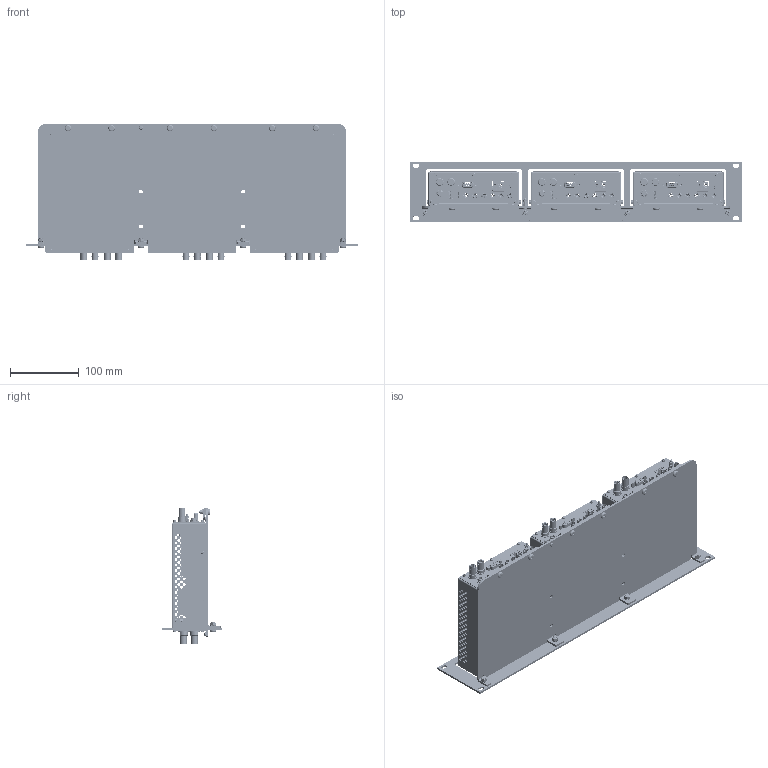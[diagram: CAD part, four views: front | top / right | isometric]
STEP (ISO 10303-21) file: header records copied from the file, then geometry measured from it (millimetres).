
FILE_DESCRIPTION (( 'STEP AP214' ), '1' );
FILE_NAME ('11212711A_Ext_Face.STEP', '2024-05-23T16:42:53', ( '' ), ( '' ), 'SwSTEP 2.0', 'SolidWorks 2022', '' );
FILE_SCHEMA (( 'AUTOMOTIVE_DESIGN' ));
Length unit declared in the file: millimetre
Products named in the file (14): Keps Nut SS M5_90923A222; Hex Nut SST_M3; BHCS METRIC SST_M5 X 12; 17238420  B; BHCS METRIC SST_M3 X 14; Split Lock Washer_M3; BHCS METRIC SST_M3 X 4; BHCS METRIC SST_M5 X 8; 17238410  A; 11210890  A_FX4_Ext Faces; 17238430  B; 11212290  A; 11212711A_Ext_Face; Reg Flat Washer_M3
Assembly tree (42 placements, depth 3):
  11212711A_Ext_Face
    11212290  A
      17238410  A
      17238420  B
      17238430  B  x3
      BHCS METRIC SST_M5 X 12  x4
      Keps Nut SS M5_90923A222  x4
      BHCS METRIC SST_M5 X 8  x6
      BHCS METRIC SST_M3 X 4  x12
      Reg Flat Washer_M3  x3
      Hex Nut SST_M3  x2
      Split Lock Washer_M3
      BHCS METRIC SST_M3 X 14
    11210890  A_FX4_Ext Faces  x3
Bounding box: 482.6 x 88 x 198.13 mm (x, y, z)
Volume: 331444.7 mm3; surface area: 896859.9 mm2
Topology: 38 solids, 743 shells, 7303 faces, 29839 edges, 22890 vertices
Faces by surface type: plane 3553, cylinder 2595, cone 652, bspline 334, torus 154, sphere 15
Entity records: 139998 total; most frequent: CARTESIAN_POINT 33224, DIRECTION 17098, ORIENTED_EDGE 15254, EDGE_CURVE 10046, VERTEX_POINT 7702, VECTOR 6062, LINE 6062, AXIS2_PLACEMENT_3D 5518
